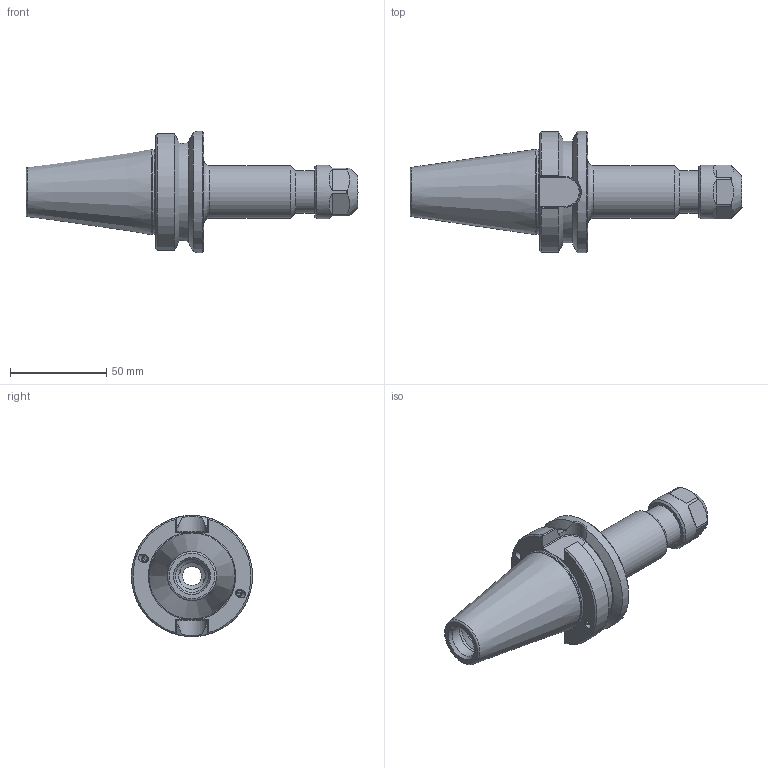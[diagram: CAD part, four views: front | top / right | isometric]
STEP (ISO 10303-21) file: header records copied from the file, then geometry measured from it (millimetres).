
FILE_DESCRIPTION((''),'2;1');
FILE_NAME('B40BC-16ERC422.stp','2014-06-02T15:34:55',('anddod'),(''),'Autodesk Inventor 2012','Autodesk Inventor 2012','');
FILE_SCHEMA(('AUTOMOTIVE_DESIGN { 1 0 10303 214 1 1 1 1 }'));
Length unit declared in the file: inch
Products named in the file (5): B40BC-16ERC422; B40BCB-16ER4-1; 029-965; 16ERHCN
Assembly tree (7 placements, depth 3):
  B40BC-16ERC422
    B40BCB-16ER4-1
      B40BCB-16ER4-1
      029-965  x4
    16ERHCN
Bounding box: 172.59 x 62.99 x 62.99 mm (x, y, z)
Volume: 154783.8 mm3; surface area: 34407.5 mm2
Topology: 6 solids, 6 shells, 186 faces, 442 edges, 283 vertices
Faces by surface type: plane 84, cylinder 49, cone 35, torus 12, sphere 4, bspline 2
Full cylindrical faces by diameter (mm): 3.3 x4, 4 x8, 4.1 x4, 4.2 x4, 9.728 x1, 11.176 x1, 11.5 x1, 13.843 x1, 16.8 x1, 17.013 x1, 17.623 x1, 20.5 x1, 22 x1, 23 x1, 27.432 x1, 28 x1, 43.942 x1, 62.992 x1
Entity records: 4231 total; most frequent: CARTESIAN_POINT 1062, DIRECTION 638, ORIENTED_EDGE 556, EDGE_CURVE 278, AXIS2_PLACEMENT_3D 272, EDGE_LOOP 206, VERTEX_POINT 202, FACE_OUTER_BOUND 138
